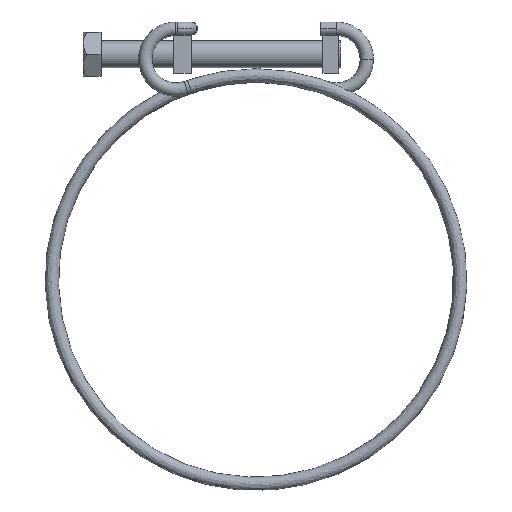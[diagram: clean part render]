
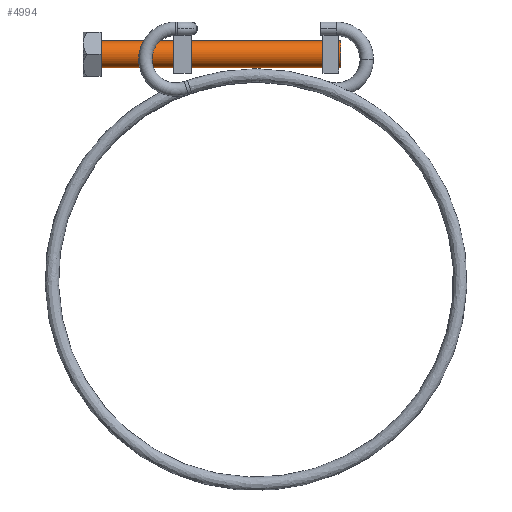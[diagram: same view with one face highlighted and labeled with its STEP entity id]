
A CAD part, top view. The second image highlights one B-rep face of the part: STEP entity #4994.
In plain terms, the highlighted cylindrical face has radius 3 mm (diameter 6 mm), a partial arc.
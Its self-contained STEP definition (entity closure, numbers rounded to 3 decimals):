
#572 = CYLINDRICAL_SURFACE ( 'NONE', #2731, 3. ) ;
#711 = EDGE_CURVE ( 'NONE', #7914, #5930, #7546, .T. ) ;
#782 = DIRECTION ( 'NONE',  ( 1., 0., 0. ) ) ;
#1177 = LINE ( 'NONE', #6766, #7439 ) ;
#1206 = CARTESIAN_POINT ( 'NONE',  ( 19.082, 47.8, 0. ) ) ;
#1237 = EDGE_LOOP ( 'NONE', ( #4630, #2786, #6386, #2586 ) ) ;
#1696 = VECTOR ( 'NONE', #7509, 1000. ) ;
#1956 = CARTESIAN_POINT ( 'NONE',  ( 19.082, 47.8, 0. ) ) ;
#2586 = ORIENTED_EDGE ( 'NONE', *, *, #711, .F. ) ;
#2731 = AXIS2_PLACEMENT_3D ( 'NONE', #4719, #5452, #8270 ) ;
#2786 = ORIENTED_EDGE ( 'NONE', *, *, #5793, .T. ) ;
#3480 = CIRCLE ( 'NONE', #4642, 3. ) ;
#4062 = AXIS2_PLACEMENT_3D ( 'NONE', #6345, #782, #8535 ) ;
#4630 = ORIENTED_EDGE ( 'NONE', *, *, #4734, .F. ) ;
#4642 = AXIS2_PLACEMENT_3D ( 'NONE', #5899, #8016, #8871 ) ;
#4719 = CARTESIAN_POINT ( 'NONE',  ( 19.082, 50.8, 0. ) ) ;
#4734 = EDGE_CURVE ( 'NONE', #7027, #7914, #8465, .T. ) ;
#4829 = CARTESIAN_POINT ( 'NONE',  ( -34.918, 53.8, 0. ) ) ;
#4859 = CARTESIAN_POINT ( 'NONE',  ( 19.082, 53.8, 0. ) ) ;
#4994 = ADVANCED_FACE ( 'NONE', ( #8839 ), #572, .T. ) ;
#5031 = CARTESIAN_POINT ( 'NONE',  ( -34.918, 47.8, 0. ) ) ;
#5436 = EDGE_CURVE ( 'NONE', #6586, #5930, #3480, .T. ) ;
#5452 = DIRECTION ( 'NONE',  ( -1., 0., 0. ) ) ;
#5793 = EDGE_CURVE ( 'NONE', #7027, #6586, #1177, .T. ) ;
#5899 = CARTESIAN_POINT ( 'NONE',  ( -34.918, 50.8, 0. ) ) ;
#5930 = VERTEX_POINT ( 'NONE', #5031 ) ;
#6048 = DIRECTION ( 'NONE',  ( -1., 0., 0. ) ) ;
#6345 = CARTESIAN_POINT ( 'NONE',  ( 19.082, 50.8, 0. ) ) ;
#6386 = ORIENTED_EDGE ( 'NONE', *, *, #5436, .T. ) ;
#6586 = VERTEX_POINT ( 'NONE', #4829 ) ;
#6766 = CARTESIAN_POINT ( 'NONE',  ( 19.082, 53.8, 0. ) ) ;
#7027 = VERTEX_POINT ( 'NONE', #4859 ) ;
#7439 = VECTOR ( 'NONE', #6048, 1000. ) ;
#7509 = DIRECTION ( 'NONE',  ( -1., 0., 0. ) ) ;
#7546 = LINE ( 'NONE', #1206, #1696 ) ;
#7914 = VERTEX_POINT ( 'NONE', #1956 ) ;
#8016 = DIRECTION ( 'NONE',  ( 1., 0., 0. ) ) ;
#8270 = DIRECTION ( 'NONE',  ( 0., -1., 0. ) ) ;
#8465 = CIRCLE ( 'NONE', #4062, 3. ) ;
#8535 = DIRECTION ( 'NONE',  ( 0., 1., 0. ) ) ;
#8839 = FACE_OUTER_BOUND ( 'NONE', #1237, .T. ) ;
#8871 = DIRECTION ( 'NONE',  ( 0., 1., 0. ) ) ;
